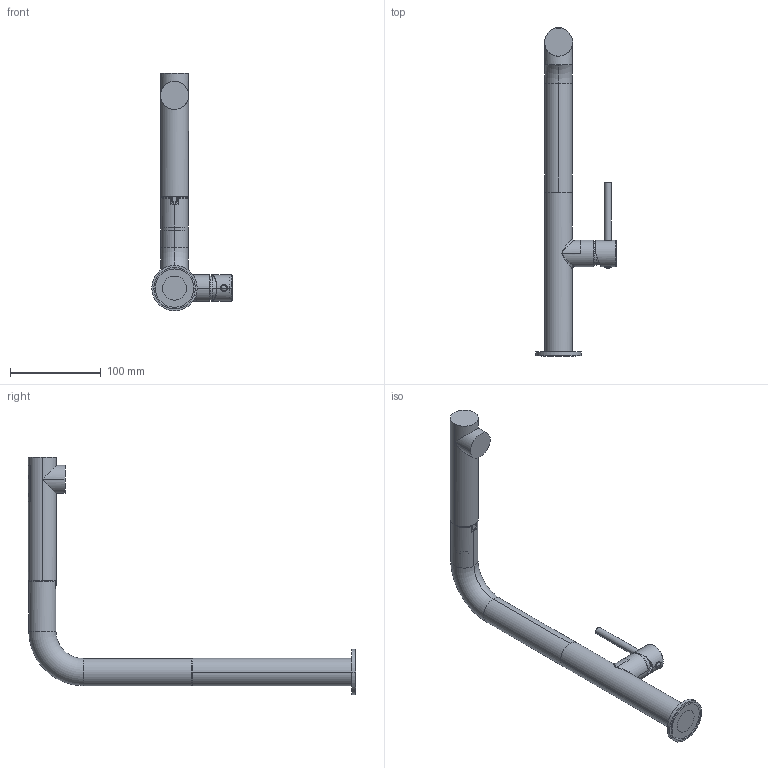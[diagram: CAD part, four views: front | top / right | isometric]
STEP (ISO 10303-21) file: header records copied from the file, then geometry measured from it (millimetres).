
FILE_DESCRIPTION((''),'2;1');
FILE_NAME('CH985CR','2021-04-12T16:27:42',('ut3'),('PAFFONI SpA'),'CREO PARAMETRIC BY PTC INC, 2020044','CREO PARAMETRIC BY PTC INC, 2020044','');
FILE_SCHEMA(('CONFIG_CONTROL_DESIGN','SHAPE_APPEARANCE_LAYERS_GROUPS'));
Length unit declared in the file: millimetre
Products named in the file (1): CH985CR
Bounding box: 88.53 x 361.35 x 262 mm (x, y, z)
Volume: 231203.1 mm3; surface area: 122501.6 mm2
Topology: 3 solids, 3 shells, 500 faces, 1202 edges, 708 vertices
Faces by surface type: cylinder 188, plane 123, cone 96, bspline 50, torus 31, sphere 12
Entity records: 23649 total; most frequent: CARTESIAN_POINT 8890, ORIENTED_EDGE 2348, DIRECTION 2320, EDGE_CURVE 1174, AXIS2_PLACEMENT_3D 929, VERTEX_POINT 708, EDGE_LOOP 548, FILL_AREA_STYLE_COLOUR 503
